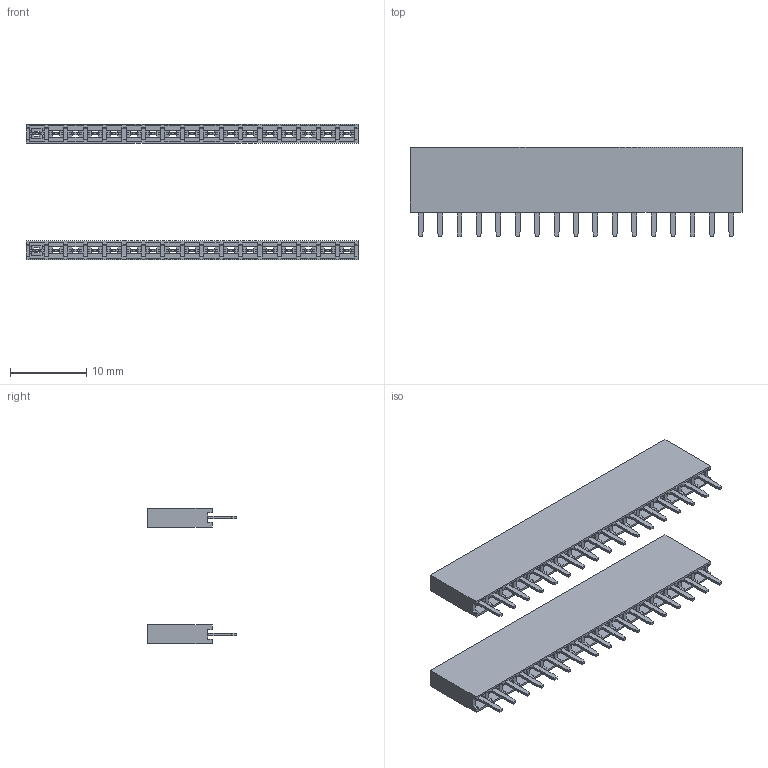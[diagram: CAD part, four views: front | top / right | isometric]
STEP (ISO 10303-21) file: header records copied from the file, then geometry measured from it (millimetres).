
FILE_DESCRIPTION (( 'STEP AP214' ), '1' );
FILE_NAME ('ARDUINO-MICRO-HEADERS-ONLY.STEP', '2017-01-31T03:31:42', ( '' ), ( '' ), 'SwSTEP 2.0', 'SolidWorks 2017', '' );
FILE_SCHEMA (( 'AUTOMOTIVE_DESIGN' ));
Length unit declared in the file: millimetre
Products named in the file (4): female_header_a-bl254-eg-g17d; ARDUINO-MICRO-HEADERS-ONLY
Assembly tree (2 placements, depth 2):
  female_header_a-bl254-eg-g17d
  female_header_a-bl254-eg-g17d
  ARDUINO-MICRO-HEADERS-ONLY
    female_header_a-bl254-eg-g17d  x2
Bounding box: 43.43 x 11.7 x 17.78 mm (x, y, z)
Volume: 800.9 mm3; surface area: 4501 mm2
Topology: 2 solids, 2 shells, 1174 faces, 3600 edges, 2400 vertices
Faces by surface type: plane 1034, cylinder 140
Entity records: 22404 total; most frequent: ORIENTED_EDGE 3600, CARTESIAN_POINT 3593, DIRECTION 3126, EDGE_CURVE 1800, VECTOR 1660, LINE 1660, VERTEX_POINT 1200, AXIS2_PLACEMENT_3D 733
